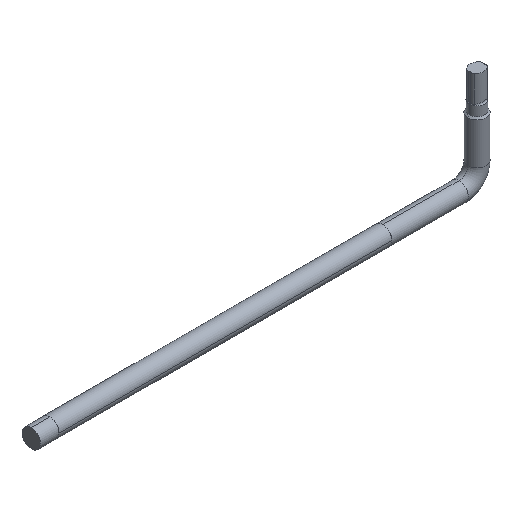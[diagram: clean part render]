
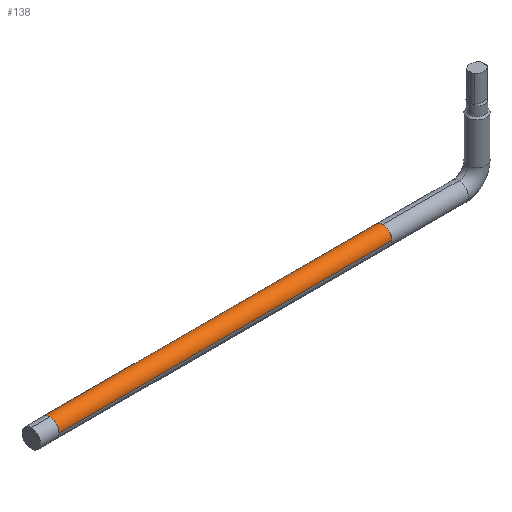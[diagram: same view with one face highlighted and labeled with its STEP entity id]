
A CAD part, isometric view. The second image highlights one B-rep face of the part: STEP entity #138.
In plain terms, the highlighted cylindrical face has radius 2.52 mm (diameter 5.04 mm), a partial arc.
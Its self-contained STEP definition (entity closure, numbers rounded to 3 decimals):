
#61=CYLINDRICAL_SURFACE('',#636,2.52);
#93=LINE('',#1152,#113);
#94=LINE('',#1153,#114);
#113=VECTOR('',#778,1.);
#114=VECTOR('',#779,1.);
#138=ADVANCED_FACE('',(#177),#61,.T.);
#177=FACE_OUTER_BOUND('',#213,.T.);
#213=EDGE_LOOP('',(#313,#314,#315,#316));
#313=ORIENTED_EDGE('',*,*,#485,.T.);
#314=ORIENTED_EDGE('',*,*,#489,.F.);
#315=ORIENTED_EDGE('',*,*,#491,.F.);
#316=ORIENTED_EDGE('',*,*,#490,.T.);
#425=VERTEX_POINT('',#1144);
#426=VERTEX_POINT('',#1145);
#427=VERTEX_POINT('',#1150);
#428=VERTEX_POINT('',#1151);
#485=EDGE_CURVE('',#425,#426,#548,.T.);
#489=EDGE_CURVE('',#428,#426,#93,.T.);
#490=EDGE_CURVE('',#427,#425,#94,.T.);
#491=EDGE_CURVE('',#427,#428,#552,.T.);
#548=CIRCLE('',#629,2.52);
#552=CIRCLE('',#635,2.52);
#629=AXIS2_PLACEMENT_3D('',#1143,#768,#769);
#635=AXIS2_PLACEMENT_3D('',#1155,#782,#783);
#636=AXIS2_PLACEMENT_3D('',#1156,#784,#785);
#768=DIRECTION('',(1.,0.,0.));
#769=DIRECTION('',(0.,1.,0.));
#778=DIRECTION('',(-1.,0.,0.));
#779=DIRECTION('',(-1.,0.,0.));
#782=DIRECTION('',(1.,0.,0.));
#783=DIRECTION('',(0.,1.,0.));
#784=DIRECTION('',(1.,0.,0.));
#785=DIRECTION('',(0.,1.,0.));
#1143=CARTESIAN_POINT('',(-115.5,0.,-26.5));
#1144=CARTESIAN_POINT('',(-115.5,2.52,-26.5));
#1145=CARTESIAN_POINT('',(-115.5,-2.52,-26.5));
#1150=CARTESIAN_POINT('',(-25.5,2.52,-26.5));
#1151=CARTESIAN_POINT('',(-25.5,-2.52,-26.5));
#1152=CARTESIAN_POINT('',(-25.5,-2.52,-26.5));
#1153=CARTESIAN_POINT('',(-25.5,2.52,-26.5));
#1155=CARTESIAN_POINT('',(-25.5,0.,-26.5));
#1156=CARTESIAN_POINT('',(-120.,0.,-26.5));
